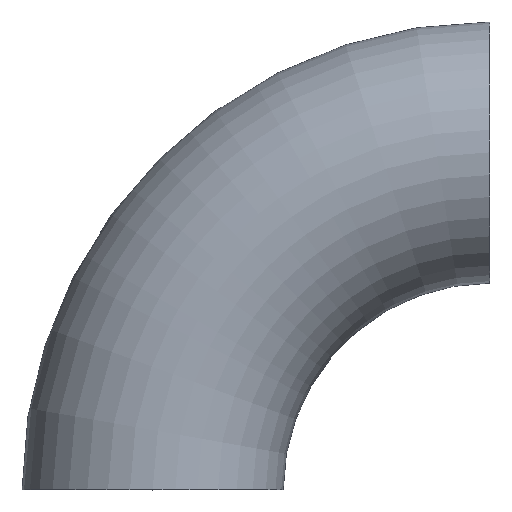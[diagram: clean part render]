
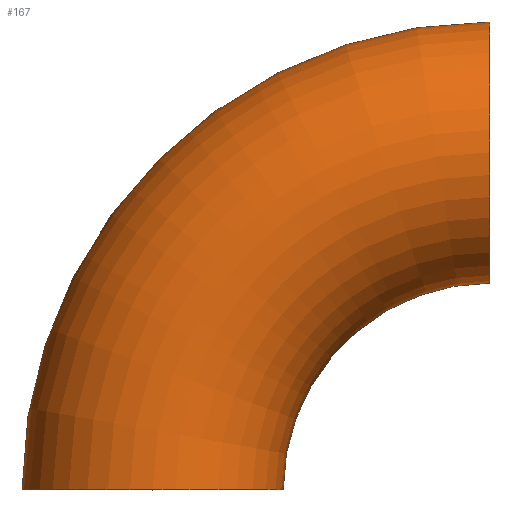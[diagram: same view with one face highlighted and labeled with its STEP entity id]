
A CAD part, top view. The second image highlights one B-rep face of the part: STEP entity #167.
In plain terms, the highlighted toroidal (fillet/blend) face has major radius 27.5 mm and minor radius 10.65 mm.
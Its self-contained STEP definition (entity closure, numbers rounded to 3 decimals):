
#8 = ORIENTED_EDGE ( 'NONE', *, *, #115, .F. ) ;
#11 = CARTESIAN_POINT ( 'NONE',  ( -10.65, 0., 0. ) ) ;
#17 = CARTESIAN_POINT ( 'NONE',  ( 27.5, 38.15, 0. ) ) ;
#30 = CIRCLE ( 'NONE', #176, 16.85 ) ;
#31 = VERTEX_POINT ( 'NONE', #199 ) ;
#33 = AXIS2_PLACEMENT_3D ( 'NONE', #248, #112, #154 ) ;
#35 = EDGE_LOOP ( 'NONE', ( #244, #96, #138, #8 ) ) ;
#39 = CARTESIAN_POINT ( 'NONE',  ( 27.5, 0., 0. ) ) ;
#40 = CIRCLE ( 'NONE', #161, 38.15 ) ;
#42 = DIRECTION ( 'NONE',  ( 0., 0., 1. ) ) ;
#56 = DIRECTION ( 'NONE',  ( 1., 0., 0. ) ) ;
#73 = CARTESIAN_POINT ( 'NONE',  ( 0., 0., 0. ) ) ;
#77 = DIRECTION ( 'NONE',  ( 1., 0., 0. ) ) ;
#86 = EDGE_CURVE ( 'NONE', #100, #110, #152, .T. ) ;
#92 = EDGE_CURVE ( 'NONE', #238, #100, #40, .T. ) ;
#96 = ORIENTED_EDGE ( 'NONE', *, *, #92, .T. ) ;
#100 = VERTEX_POINT ( 'NONE', #11 ) ;
#108 = CARTESIAN_POINT ( 'NONE',  ( 10.65, 0., 0. ) ) ;
#110 = VERTEX_POINT ( 'NONE', #108 ) ;
#112 = DIRECTION ( 'NONE',  ( 0., 0., 1. ) ) ;
#115 = EDGE_CURVE ( 'NONE', #31, #110, #30, .T. ) ;
#126 = FACE_OUTER_BOUND ( 'NONE', #35, .T. ) ;
#128 = AXIS2_PLACEMENT_3D ( 'NONE', #73, #204, #183 ) ;
#132 = AXIS2_PLACEMENT_3D ( 'NONE', #148, #56, #192 ) ;
#134 = DIRECTION ( 'NONE',  ( 1., 0., 0. ) ) ;
#138 = ORIENTED_EDGE ( 'NONE', *, *, #86, .T. ) ;
#148 = CARTESIAN_POINT ( 'NONE',  ( 27.5, 27.5, 0. ) ) ;
#152 = CIRCLE ( 'NONE', #128, 10.65 ) ;
#154 = DIRECTION ( 'NONE',  ( 1., 0., 0. ) ) ;
#161 = AXIS2_PLACEMENT_3D ( 'NONE', #205, #233, #77 ) ;
#167 = ADVANCED_FACE ( 'NONE', ( #126 ), #236, .T. ) ;
#176 = AXIS2_PLACEMENT_3D ( 'NONE', #39, #42, #134 ) ;
#183 = DIRECTION ( 'NONE',  ( 0., 0., 1. ) ) ;
#192 = DIRECTION ( 'NONE',  ( 0., 0., 1. ) ) ;
#199 = CARTESIAN_POINT ( 'NONE',  ( 27.5, 16.85, 0. ) ) ;
#204 = DIRECTION ( 'NONE',  ( 0., 1., 0. ) ) ;
#205 = CARTESIAN_POINT ( 'NONE',  ( 27.5, 0., 0. ) ) ;
#233 = DIRECTION ( 'NONE',  ( 0., 0., 1. ) ) ;
#236 = TOROIDAL_SURFACE ( 'NONE', #33, 27.5, 10.65 ) ;
#238 = VERTEX_POINT ( 'NONE', #17 ) ;
#244 = ORIENTED_EDGE ( 'NONE', *, *, #246, .F. ) ;
#246 = EDGE_CURVE ( 'NONE', #238, #31, #251, .T. ) ;
#248 = CARTESIAN_POINT ( 'NONE',  ( 27.5, 0., 0. ) ) ;
#251 = CIRCLE ( 'NONE', #132, 10.65 ) ;
